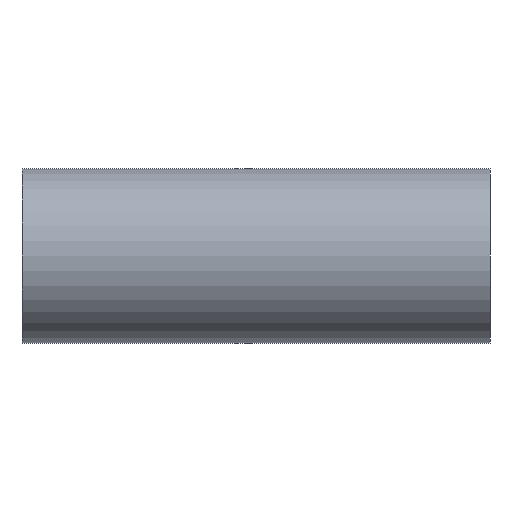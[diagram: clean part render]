
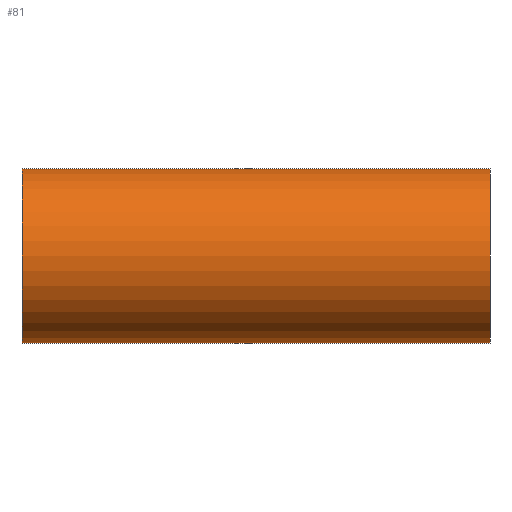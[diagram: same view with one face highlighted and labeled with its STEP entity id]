
A CAD part, front view. The second image highlights one B-rep face of the part: STEP entity #81.
In plain terms, the highlighted cylindrical face has radius 9.3 mm (diameter 18.6 mm), a partial arc.
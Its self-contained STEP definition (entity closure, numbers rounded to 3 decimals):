
#3 = CARTESIAN_POINT ( 'NONE',  ( 25., 0., 0. ) ) ;
#6 = LINE ( 'NONE', #147, #197 ) ;
#7 = DIRECTION ( 'NONE',  ( 0., 0., 1. ) ) ;
#8 = CARTESIAN_POINT ( 'NONE',  ( -25., 0., 9.3 ) ) ;
#19 = CYLINDRICAL_SURFACE ( 'NONE', #153, 9.3 ) ;
#31 = DIRECTION ( 'NONE',  ( -1., 0., 0. ) ) ;
#34 = DIRECTION ( 'NONE',  ( -1., 0., 0. ) ) ;
#40 = ORIENTED_EDGE ( 'NONE', *, *, #56, .F. ) ;
#42 = EDGE_LOOP ( 'NONE', ( #40, #77, #45, #91 ) ) ;
#45 = ORIENTED_EDGE ( 'NONE', *, *, #88, .T. ) ;
#56 = EDGE_CURVE ( 'NONE', #90, #164, #106, .T. ) ;
#65 = DIRECTION ( 'NONE',  ( -1., 0., 0. ) ) ;
#76 = CIRCLE ( 'NONE', #187, 9.3 ) ;
#77 = ORIENTED_EDGE ( 'NONE', *, *, #122, .T. ) ;
#80 = CARTESIAN_POINT ( 'NONE',  ( -25., 0., 0. ) ) ;
#81 = ADVANCED_FACE ( 'NONE', ( #128 ), #19, .T. ) ;
#88 = EDGE_CURVE ( 'NONE', #199, #177, #6, .T. ) ;
#90 = VERTEX_POINT ( 'NONE', #185 ) ;
#91 = ORIENTED_EDGE ( 'NONE', *, *, #117, .F. ) ;
#106 = LINE ( 'NONE', #108, #123 ) ;
#108 = CARTESIAN_POINT ( 'NONE',  ( -17.478, 0., -9.3 ) ) ;
#117 = EDGE_CURVE ( 'NONE', #164, #177, #76, .T. ) ;
#119 = AXIS2_PLACEMENT_3D ( 'NONE', #3, #65, #7 ) ;
#122 = EDGE_CURVE ( 'NONE', #90, #199, #131, .T. ) ;
#123 = VECTOR ( 'NONE', #34, 1000. ) ;
#127 = DIRECTION ( 'NONE',  ( 0., 0., 1. ) ) ;
#128 = FACE_OUTER_BOUND ( 'NONE', #42, .T. ) ;
#131 = CIRCLE ( 'NONE', #119, 9.3 ) ;
#145 = DIRECTION ( 'NONE',  ( -1., 0., 0. ) ) ;
#147 = CARTESIAN_POINT ( 'NONE',  ( -17.478, 0., 9.3 ) ) ;
#148 = CARTESIAN_POINT ( 'NONE',  ( 25., 0., 9.3 ) ) ;
#153 = AXIS2_PLACEMENT_3D ( 'NONE', #172, #31, #127 ) ;
#160 = DIRECTION ( 'NONE',  ( 0., 0., 1. ) ) ;
#164 = VERTEX_POINT ( 'NONE', #188 ) ;
#172 = CARTESIAN_POINT ( 'NONE',  ( -17.478, 0., 0. ) ) ;
#177 = VERTEX_POINT ( 'NONE', #8 ) ;
#183 = DIRECTION ( 'NONE',  ( -1., 0., 0. ) ) ;
#185 = CARTESIAN_POINT ( 'NONE',  ( 25., 0., -9.3 ) ) ;
#187 = AXIS2_PLACEMENT_3D ( 'NONE', #80, #145, #160 ) ;
#188 = CARTESIAN_POINT ( 'NONE',  ( -25., 0., -9.3 ) ) ;
#197 = VECTOR ( 'NONE', #183, 1000. ) ;
#199 = VERTEX_POINT ( 'NONE', #148 ) ;
